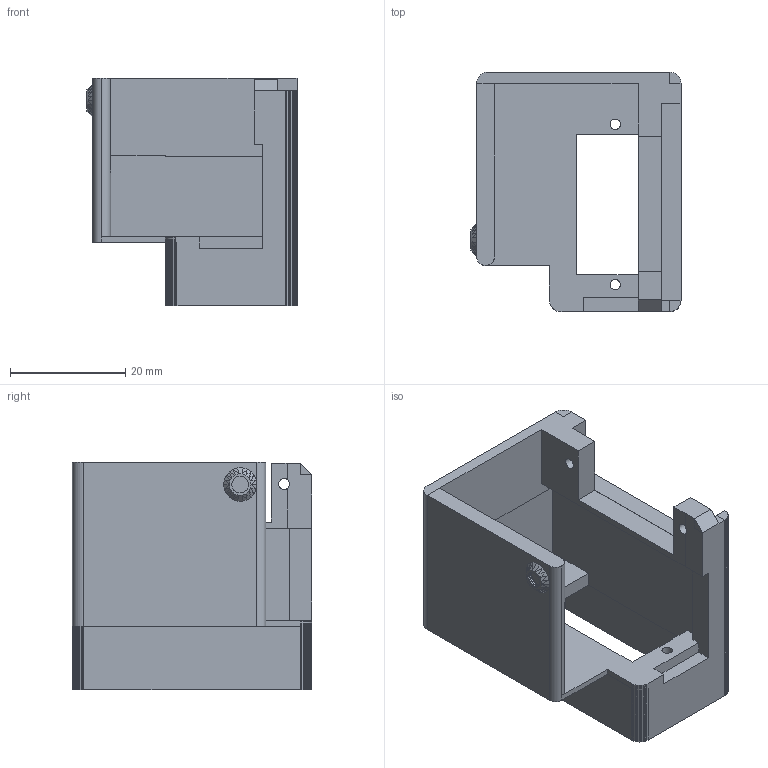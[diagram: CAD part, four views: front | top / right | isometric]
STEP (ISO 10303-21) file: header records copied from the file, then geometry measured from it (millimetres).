
FILE_DESCRIPTION(('HOOPS Exchange Step'),'2;1');
FILE_NAME('59ba17b3ee797b19ff20b57ae3f3a9f620220207-1-1gtip4q.sab.step','2022-02-07T03:55:07+00:00',('root'),('Unknown organisation'),'HOOPS Exchange 2021.0','HOOPS Exchange','Unknown authorisation');
FILE_SCHEMA( ('AUTOMOTIVE_DESIGN { 1 0 10303 214 1 1 1 1 }') );
Length unit declared in the file: metre
Products named in the file (1): 59ba17b3ee797b19ff20b57ae3f3a9f620220207-1-1gtip4q
Bounding box: 36.4 x 41.52 x 39.5 mm (x, y, z)
Volume: 13912.8 mm3; surface area: 10606.4 mm2
Topology: 1 solids, 1 shells, 214 faces, 585 edges, 374 vertices
Faces by surface type: plane 206, cylinder 8
Full cylindrical faces by diameter (mm): 1.8 x2, 1.9 x2
Entity records: 6622 total; most frequent: CARTESIAN_POINT 1174, ORIENTED_EDGE 1170, DIRECTION 1035, EDGE_CURVE 585, VECTOR 565, LINE 565, VERTEX_POINT 374, AXIS2_PLACEMENT_3D 235
